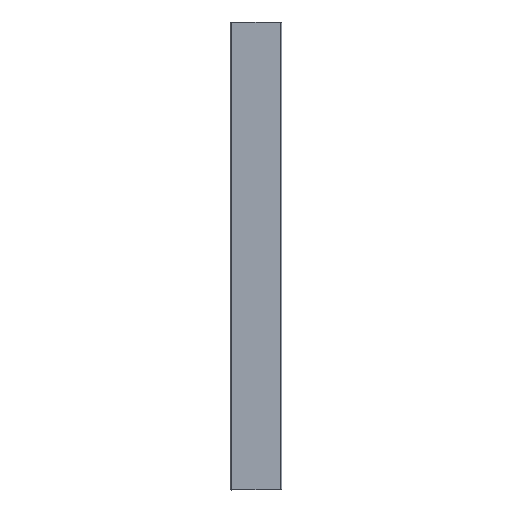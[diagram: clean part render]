
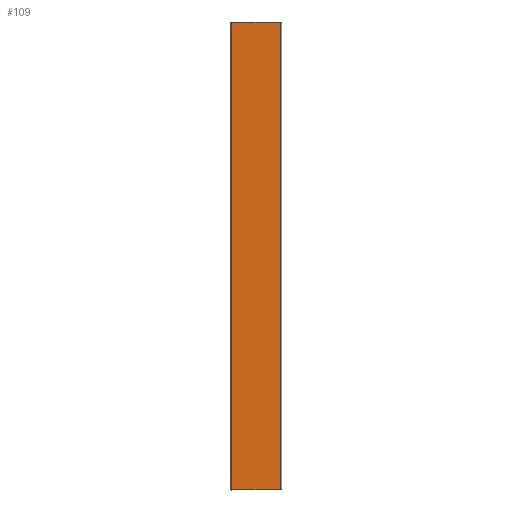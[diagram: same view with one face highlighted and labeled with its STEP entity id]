
A CAD part, left-side view. The second image highlights one B-rep face of the part: STEP entity #109.
In plain terms, the highlighted planar face has unit normal (-1, 0, 0).
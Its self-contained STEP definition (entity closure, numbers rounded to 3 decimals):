
#109 = ADVANCED_FACE ( 'NONE', ( #1905 ), #1911, .F. ) ;
#110 = EDGE_LOOP ( 'NONE', ( #111, #115, #118, #121 ) ) ;
#111 = ORIENTED_EDGE ( 'NONE', *, *, #112, .T. ) ;
#112 = EDGE_CURVE ( 'NONE', #113, #114, #1903, .T. ) ;
#113 = VERTEX_POINT ( 'NONE', #1896 ) ;
#114 = VERTEX_POINT ( 'NONE', #1895 ) ;
#115 = ORIENTED_EDGE ( 'NONE', *, *, #116, .T. ) ;
#116 = EDGE_CURVE ( 'NONE', #114, #117, #1956, .T. ) ;
#117 = VERTEX_POINT ( 'NONE', #1952 ) ;
#118 = ORIENTED_EDGE ( 'NONE', *, *, #119, .T. ) ;
#119 = EDGE_CURVE ( 'NONE', #117, #120, #1951, .T. ) ;
#120 = VERTEX_POINT ( 'NONE', #1947 ) ;
#121 = ORIENTED_EDGE ( 'NONE', *, *, #122, .F. ) ;
#122 = EDGE_CURVE ( 'NONE', #113, #120, #1946, .T. ) ;
#1895 = CARTESIAN_POINT ( 'NONE',  ( -92.5, 42.5, 2175. ) ) ;
#1896 = CARTESIAN_POINT ( 'NONE',  ( -92.5, 42.5, 3000. ) ) ;
#1897 = DIRECTION ( 'NONE',  ( 0., 0., -1. ) ) ;
#1898 = VECTOR ( 'NONE', #1897, 1000. ) ;
#1899 = CARTESIAN_POINT ( 'NONE',  ( -92.5, 42.5, 3000. ) ) ;
#1900 = DIRECTION ( 'NONE',  ( 0., 0., -1. ) ) ;
#1901 = DIRECTION ( 'NONE',  ( 1., 0., 0. ) ) ;
#1902 = CARTESIAN_POINT ( 'NONE',  ( -92.5, 0., 3000. ) ) ;
#1903 = LINE ( 'NONE', #1899, #1898 ) ;
#1904 = AXIS2_PLACEMENT_3D ( 'NONE', #1902, #1901, #1900 ) ;
#1905 = FACE_OUTER_BOUND ( 'NONE', #110, .T. ) ;
#1911 = PLANE ( 'NONE',  #1904 ) ;
#1943 = DIRECTION ( 'NONE',  ( 0., -1., 0. ) ) ;
#1944 = VECTOR ( 'NONE', #1943, 1000. ) ;
#1945 = CARTESIAN_POINT ( 'NONE',  ( -92.5, 0., 3000. ) ) ;
#1946 = LINE ( 'NONE', #1945, #1944 ) ;
#1947 = CARTESIAN_POINT ( 'NONE',  ( -92.5, -42.5, 3000. ) ) ;
#1948 = DIRECTION ( 'NONE',  ( 0., 0., 1. ) ) ;
#1949 = VECTOR ( 'NONE', #1948, 1000. ) ;
#1950 = CARTESIAN_POINT ( 'NONE',  ( -92.5, -42.5, 3000. ) ) ;
#1951 = LINE ( 'NONE', #1950, #1949 ) ;
#1952 = CARTESIAN_POINT ( 'NONE',  ( -92.5, -42.5, 2175. ) ) ;
#1953 = DIRECTION ( 'NONE',  ( 0., -1., 0. ) ) ;
#1954 = VECTOR ( 'NONE', #1953, 1000. ) ;
#1955 = CARTESIAN_POINT ( 'NONE',  ( -92.5, 0., 2175. ) ) ;
#1956 = LINE ( 'NONE', #1955, #1954 ) ;
